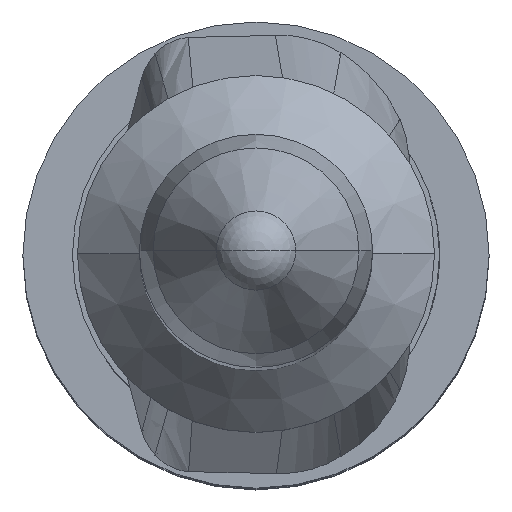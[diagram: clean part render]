
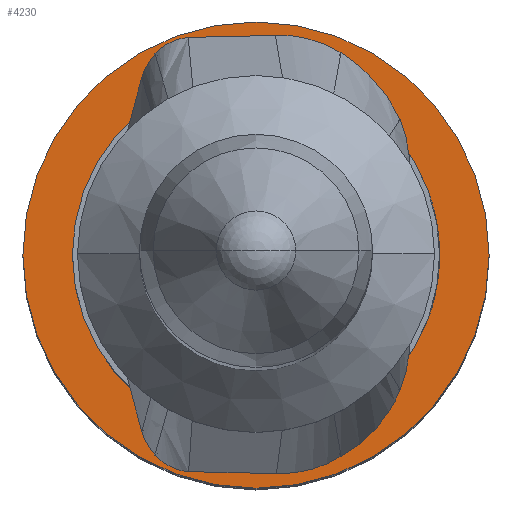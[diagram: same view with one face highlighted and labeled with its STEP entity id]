
A CAD part, top view. The second image highlights one B-rep face of the part: STEP entity #4230.
In plain terms, the highlighted planar face has unit normal (0, 0, 1).
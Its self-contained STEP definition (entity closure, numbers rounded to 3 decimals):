
#110=CARTESIAN_POINT('',(0.,0.,-5.734));
#111=DIRECTION('',(0.,0.,1.));
#112=DIRECTION('',(-1.,0.,0.));
#113=AXIS2_PLACEMENT_3D('',#110,#111,#112);
#155=CARTESIAN_POINT('',(0.,0.,-5.734));
#156=DIRECTION('',(0.,0.,-1.));
#157=DIRECTION('',(-1.,0.,0.));
#158=AXIS2_PLACEMENT_3D('',#155,#156,#157);
#1296=CARTESIAN_POINT('',(0.,0.,-5.734));
#1297=DIRECTION('',(0.,0.,-1.));
#1298=DIRECTION('',(-1.,0.,0.));
#1299=AXIS2_PLACEMENT_3D('',#1296,#1297,#1298);
#1301=CARTESIAN_POINT('',(0.,0.,-5.734));
#1302=DIRECTION('',(0.,0.,1.));
#1303=DIRECTION('',(-1.,0.,0.));
#1304=AXIS2_PLACEMENT_3D('',#1301,#1302,#1303);
#1379=CARTESIAN_POINT('',(-1.6,0.,-5.734));
#1381=VERTEX_POINT('',#1379);
#1382=CARTESIAN_POINT('',(-1.26,0.,-5.734));
#1384=VERTEX_POINT('',#1382);
#1413=CARTESIAN_POINT('',(1.6,0.,-5.734));
#1415=VERTEX_POINT('',#1413);
#1432=CARTESIAN_POINT('',(1.26,0.,-5.734));
#1433=VERTEX_POINT('',#1432);
#4215=CARTESIAN_POINT('',(0.,0.,-5.734));
#4216=DIRECTION('',(0.,0.,1.));
#4217=DIRECTION('',(-1.,0.,0.));
#4218=AXIS2_PLACEMENT_3D('',#4215,#4216,#4217);
#4219=PLANE('',#4218);
#4221=ORIENTED_EDGE('',*,*,#4220,.T.);
#4223=ORIENTED_EDGE('',*,*,#4222,.F.);
#4224=EDGE_LOOP('',(#4221,#4223));
#4225=FACE_OUTER_BOUND('',#4224,.F.);
#4226=ORIENTED_EDGE('',*,*,#1672,.T.);
#4227=ORIENTED_EDGE('',*,*,#1697,.F.);
#4228=EDGE_LOOP('',(#4226,#4227));
#4229=FACE_BOUND('',#4228,.F.);
#4230=ADVANCED_FACE('',(#4225,#4229),#4219,.T.);
#114=CIRCLE('',#113,1.26);
#159=CIRCLE('',#158,1.26);
#1300=CIRCLE('',#1299,1.6);
#1305=CIRCLE('',#1304,1.6);
#1672=EDGE_CURVE('',#1384,#1433,#114,.T.);
#1697=EDGE_CURVE('',#1384,#1433,#159,.T.);
#4220=EDGE_CURVE('',#1381,#1415,#1300,.T.);
#4222=EDGE_CURVE('',#1381,#1415,#1305,.T.);
